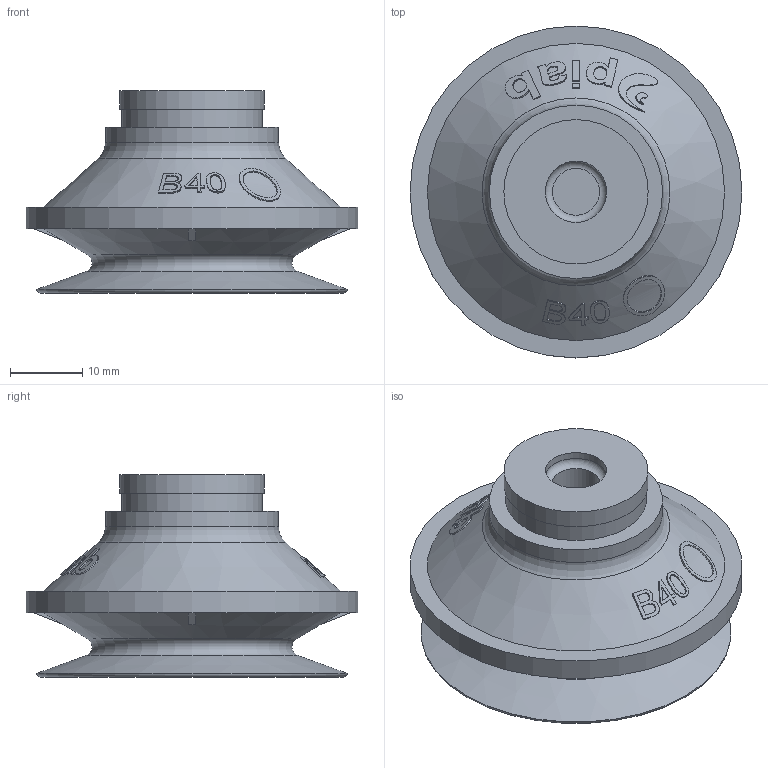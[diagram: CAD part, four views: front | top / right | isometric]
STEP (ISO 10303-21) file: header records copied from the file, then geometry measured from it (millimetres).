
FILE_DESCRIPTION(/* description */ ('Unknown'),/* implementation_level */ '2;1');
FILE_NAME(/* name */ 'S_A007_BXXX',/* time_stamp */ '2018-11-01T10:37:20+01:00',/* author */ ('Unknown'),/* organization */ ('Unknown'),/* preprocessor_version */ 'ST-DEVELOPER v16.7',/* originating_system */ 'DEX',/* authorisation */ $);
FILE_SCHEMA (('AUTOMOTIVE_DESIGN {1 0 10303 214 3 1 1}'));
Length unit declared in the file: millimetre
Products named in the file (4): S_A007_BXXX; A007_B40; Fitting_blank
Assembly tree (3 placements, depth 3):
  S_A007_BXXX
    A007_B40
      A007_B40
    Fitting_blank
Bounding box: 46 x 46 x 28 mm (x, y, z)
Volume: 22656 mm3; surface area: 6827.8 mm2
Topology: 1 solids, 1 shells, 233 faces, 614 edges, 406 vertices
Faces by surface type: bspline 148, plane 53, cone 22, cylinder 6, torus 4
Full cylindrical faces by diameter (mm): 6.5 x1, 8.5 x1, 19.5 x1, 20 x1, 24 x1, 46 x1
Entity records: 11049 total; most frequent: CARTESIAN_POINT 4922, ORIENTED_EDGE 1188, EDGE_CURVE 594, B_SPLINE_CURVE_WITH_KNOTS 421, VERTEX_POINT 402, DIRECTION 373, EDGE_LOOP 272, FACE_BOUND 272
